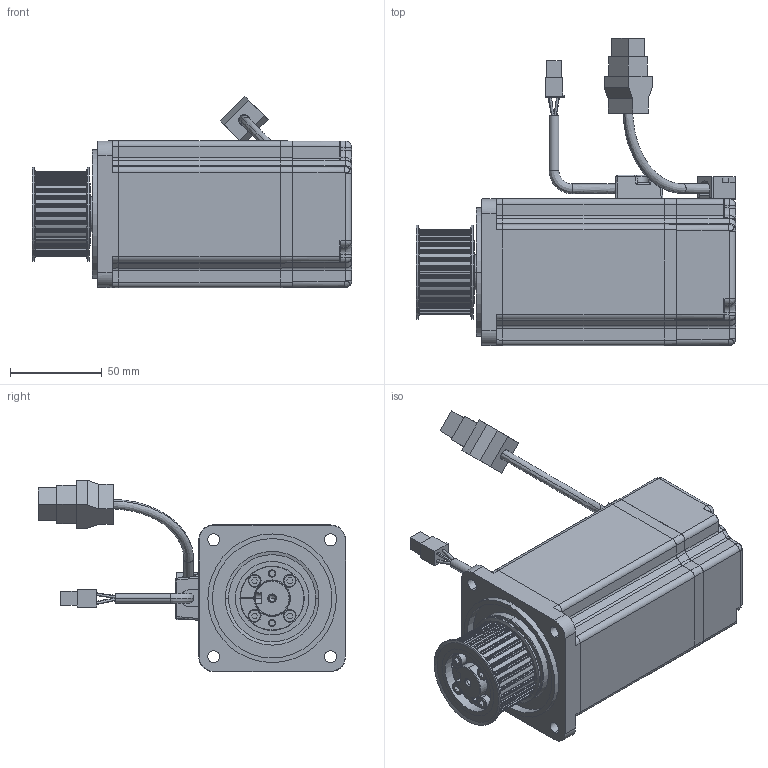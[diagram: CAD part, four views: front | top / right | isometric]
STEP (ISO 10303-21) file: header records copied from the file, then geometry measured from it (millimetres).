
FILE_DESCRIPTION(('HOOPS Exchange Step'),'2;1');
FILE_NAME('export-F39FEF0F-CE18-4C01-BBC3-C492BCD87994.stp','2024-01-02T13:51:21+01:00',('Engineering'),('Alibre'),'HOOPS Exchange 2021.0','Alibre','Unknown authorisation');
FILE_SCHEMA( ('AP242_MANAGED_MODEL_BASED_3D_ENGINEERING_MIM_LF {1 0 10303 442 1 1 4 }') );
Length unit declared in the file: millimetre
Products named in the file (9): 6467-2 AT5 Pulley 36-AT5 Z=30 Bore=Ø35x26mm for 25mm wide belts FLANGE; 6467-1 AT5 Pulley 36-AT5 Z=30 Bore=Ø35x26mm for 25mm wide belts BODY; 6467 AT5 Pulley 36-AT5 Z=30 Bore=Ø35x26mm for 25mm wide belts; 5148-2 nothread; 5148-1 threaded; 5148-3 Screw DIN 912-M4x20; 5148 Locking Assembly BK61 d x D x 19x35 Lt=25; ECMA-CX0807ES; 6467 + 5148 + 750W Servo Test Assembly)
Assembly tree (12 placements, depth 3):
  6467 + 5148 + 750W Servo Test Assembly)
    6467 AT5 Pulley 36-AT5 Z=30 Bore=Ø35x26mm for 25mm wide belts
      6467-2 AT5 Pulley 36-AT5 Z=30 Bore=Ø35x26mm for 25mm wide belts FLANGE  x2
      6467-1 AT5 Pulley 36-AT5 Z=30 Bore=Ø35x26mm for 25mm wide belts BODY
    5148 Locking Assembly BK61 d x D x 19x35 Lt=25
      5148-2 nothread
      5148-1 threaded
      5148-3 Screw DIN 912-M4x20  x4
    ECMA-CX0807ES
Bounding box: 173.77 x 167.27 x 104.24 mm (x, y, z)
Volume: 851552.1 mm3; surface area: 95800.3 mm2
Topology: 10 solids, 11 shells, 1037 faces, 2714 edges, 1722 vertices
Faces by surface type: bspline 497, cylinder 294, plane 120, torus 66, cone 60
Full cylindrical faces by diameter (mm): 19.2 x1, 35 x1
Entity records: 36877 total; most frequent: CARTESIAN_POINT 13883, ORIENTED_EDGE 5006, DIRECTION 4439, EDGE_CURVE 2503, AXIS2_PLACEMENT_3D 1611, VERTEX_POINT 1590, VECTOR 1217, LINE 1217
